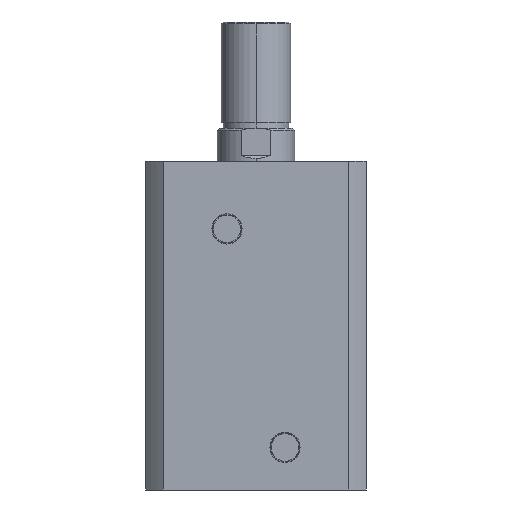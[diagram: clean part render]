
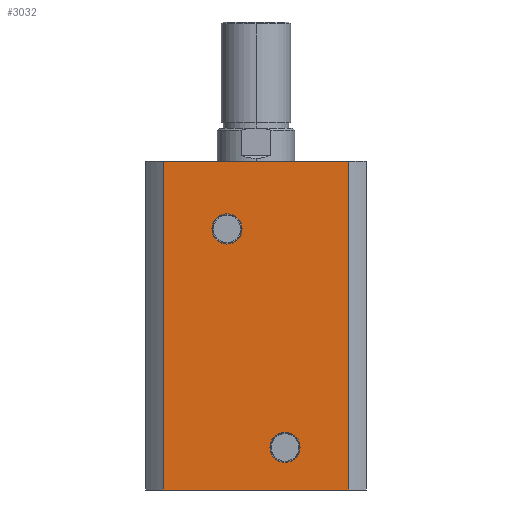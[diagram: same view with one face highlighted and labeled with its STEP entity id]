
A CAD part, left-side view. The second image highlights one B-rep face of the part: STEP entity #3032.
In plain terms, the highlighted planar face has unit normal (-1, 0, 0).
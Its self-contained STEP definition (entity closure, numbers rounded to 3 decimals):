
#54 = ORIENTED_EDGE ( 'NONE', *, *, #1755, .F. ) ;
#59 = ORIENTED_EDGE ( 'NONE', *, *, #1758, .F. ) ;
#66 = ORIENTED_EDGE ( 'NONE', *, *, #1625, .F. ) ;
#70 = ORIENTED_EDGE ( 'NONE', *, *, #1617, .F. ) ;
#72 = ORIENTED_EDGE ( 'NONE', *, *, #1756, .T. ) ;
#133 = ORIENTED_EDGE ( 'NONE', *, *, #1757, .F. ) ;
#142 = ORIENTED_EDGE ( 'NONE', *, *, #1752, .T. ) ;
#147 = ORIENTED_EDGE ( 'NONE', *, *, #1754, .F. ) ;
#449 = DIRECTION ( 'NONE',  ( 1., 0., 0. ) ) ;
#454 = CARTESIAN_POINT ( 'NONE',  ( -57., 0., 170. ) ) ;
#456 = PLANE ( 'NONE',  #2403 ) ;
#458 = DIRECTION ( 'NONE',  ( 0., 1., 0. ) ) ;
#774 = CARTESIAN_POINT ( 'NONE',  ( -57., -15., 29.797 ) ) ;
#778 = CARTESIAN_POINT ( 'NONE',  ( -57., -15., 14.203 ) ) ;
#780 = CARTESIAN_POINT ( 'NONE',  ( -57., 15., 127.203 ) ) ;
#784 = CARTESIAN_POINT ( 'NONE',  ( -57., 15., 142.797 ) ) ;
#1121 = CIRCLE ( 'NONE', #2364, 7.797 ) ;
#1133 = CIRCLE ( 'NONE', #2379, 7.797 ) ;
#1347 = LINE ( 'NONE', #2742, #1349 ) ;
#1348 = LINE ( 'NONE', #2757, #1358 ) ;
#1349 = VECTOR ( 'NONE', #2736, 1000. ) ;
#1350 = CIRCLE ( 'NONE', #2475, 7.797 ) ;
#1351 = CIRCLE ( 'NONE', #2474, 7.797 ) ;
#1352 = LINE ( 'NONE', #2751, #1354 ) ;
#1353 = LINE ( 'NONE', #2761, #1356 ) ;
#1354 = VECTOR ( 'NONE', #2752, 1000. ) ;
#1356 = VECTOR ( 'NONE', #2763, 1000. ) ;
#1358 = VECTOR ( 'NONE', #2764, 1000. ) ;
#1526 = FACE_OUTER_BOUND ( 'NONE', #3361, .T. ) ;
#1528 = FACE_BOUND ( 'NONE', #3655, .T. ) ;
#1531 = FACE_BOUND ( 'NONE', #3642, .T. ) ;
#1617 = EDGE_CURVE ( 'NONE', #3431, #3432, #1121, .T. ) ;
#1625 = EDGE_CURVE ( 'NONE', #3502, #3504, #1133, .T. ) ;
#1752 = EDGE_CURVE ( 'NONE', #2311, #2264, #1347, .T. ) ;
#1754 = EDGE_CURVE ( 'NONE', #3432, #3431, #1350, .T. ) ;
#1755 = EDGE_CURVE ( 'NONE', #3504, #3502, #1351, .T. ) ;
#1756 = EDGE_CURVE ( 'NONE', #2264, #2237, #1352, .T. ) ;
#1757 = EDGE_CURVE ( 'NONE', #2235, #2237, #1353, .T. ) ;
#1758 = EDGE_CURVE ( 'NONE', #2311, #2235, #1348, .T. ) ;
#2118 = DIRECTION ( 'NONE',  ( 0., 0., 1. ) ) ;
#2119 = DIRECTION ( 'NONE',  ( -1., 0., 0. ) ) ;
#2120 = CARTESIAN_POINT ( 'NONE',  ( -57., -15., 22. ) ) ;
#2235 = VERTEX_POINT ( 'NONE', #2948 ) ;
#2237 = VERTEX_POINT ( 'NONE', #2950 ) ;
#2264 = VERTEX_POINT ( 'NONE', #2975 ) ;
#2311 = VERTEX_POINT ( 'NONE', #2983 ) ;
#2364 = AXIS2_PLACEMENT_3D ( 'NONE', #2120, #2119, #2118 ) ;
#2379 = AXIS2_PLACEMENT_3D ( 'NONE', #3501, #3500, #3499 ) ;
#2403 = AXIS2_PLACEMENT_3D ( 'NONE', #454, #449, #458 ) ;
#2474 = AXIS2_PLACEMENT_3D ( 'NONE', #2758, #2759, #2760 ) ;
#2475 = AXIS2_PLACEMENT_3D ( 'NONE', #2753, #2754, #2755 ) ;
#2736 = DIRECTION ( 'NONE',  ( 0., 0., -1. ) ) ;
#2742 = CARTESIAN_POINT ( 'NONE',  ( -57., 47.971, 170. ) ) ;
#2751 = CARTESIAN_POINT ( 'NONE',  ( -57., 0., 0. ) ) ;
#2752 = DIRECTION ( 'NONE',  ( 0., -1., 0. ) ) ;
#2753 = CARTESIAN_POINT ( 'NONE',  ( -57., -15., 22. ) ) ;
#2754 = DIRECTION ( 'NONE',  ( -1., 0., 0. ) ) ;
#2755 = DIRECTION ( 'NONE',  ( 0., 0., 1. ) ) ;
#2757 = CARTESIAN_POINT ( 'NONE',  ( -57., 0., 170. ) ) ;
#2758 = CARTESIAN_POINT ( 'NONE',  ( -57., 15., 135. ) ) ;
#2759 = DIRECTION ( 'NONE',  ( -1., 0., 0. ) ) ;
#2760 = DIRECTION ( 'NONE',  ( 0., 0., 1. ) ) ;
#2761 = CARTESIAN_POINT ( 'NONE',  ( -57., -47.971, 170. ) ) ;
#2763 = DIRECTION ( 'NONE',  ( 0., 0., -1. ) ) ;
#2764 = DIRECTION ( 'NONE',  ( 0., -1., 0. ) ) ;
#2948 = CARTESIAN_POINT ( 'NONE',  ( -57., -47.971, 170. ) ) ;
#2950 = CARTESIAN_POINT ( 'NONE',  ( -57., -47.971, 0. ) ) ;
#2975 = CARTESIAN_POINT ( 'NONE',  ( -57., 47.971, 0. ) ) ;
#2983 = CARTESIAN_POINT ( 'NONE',  ( -57., 47.971, 170. ) ) ;
#3032 = ADVANCED_FACE ( 'NONE', ( #1528, #1531, #1526 ), #456, .F. ) ;
#3361 = EDGE_LOOP ( 'NONE', ( #72, #133, #59, #142 ) ) ;
#3431 = VERTEX_POINT ( 'NONE', #778 ) ;
#3432 = VERTEX_POINT ( 'NONE', #774 ) ;
#3499 = DIRECTION ( 'NONE',  ( 0., 0., 1. ) ) ;
#3500 = DIRECTION ( 'NONE',  ( -1., 0., 0. ) ) ;
#3501 = CARTESIAN_POINT ( 'NONE',  ( -57., 15., 135. ) ) ;
#3502 = VERTEX_POINT ( 'NONE', #780 ) ;
#3504 = VERTEX_POINT ( 'NONE', #784 ) ;
#3642 = EDGE_LOOP ( 'NONE', ( #54, #66 ) ) ;
#3655 = EDGE_LOOP ( 'NONE', ( #147, #70 ) ) ;
